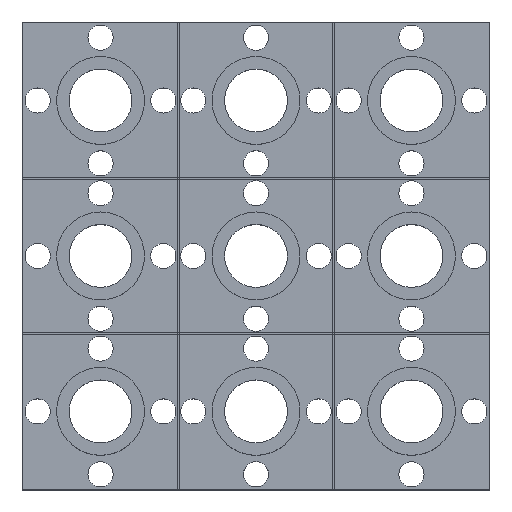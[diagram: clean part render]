
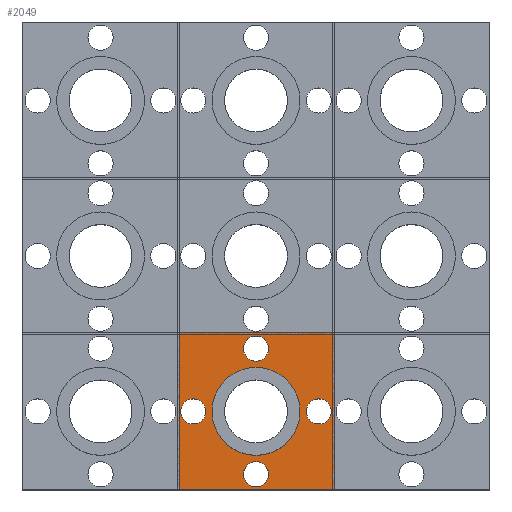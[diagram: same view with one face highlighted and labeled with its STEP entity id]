
A CAD part, top view. The second image highlights one B-rep face of the part: STEP entity #2049.
In plain terms, the highlighted planar face has unit normal (0, 0, 1).
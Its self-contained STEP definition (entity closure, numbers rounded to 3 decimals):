
#64=FACE_BOUND('',#391,.T.);
#65=FACE_BOUND('',#392,.T.);
#66=FACE_BOUND('',#393,.T.);
#67=FACE_BOUND('',#394,.T.);
#68=FACE_BOUND('',#395,.T.);
#155=PLANE('',#2232);
#240=FACE_OUTER_BOUND('',#390,.T.);
#390=EDGE_LOOP('',(#1620,#1621,#1622,#1623));
#391=EDGE_LOOP('',(#1624));
#392=EDGE_LOOP('',(#1625));
#393=EDGE_LOOP('',(#1626));
#394=EDGE_LOOP('',(#1627));
#395=EDGE_LOOP('',(#1628));
#586=LINE('',#3201,#748);
#589=LINE('',#3207,#751);
#592=LINE('',#3213,#754);
#595=LINE('',#3217,#757);
#748=VECTOR('',#2604,10.);
#751=VECTOR('',#2609,10.);
#754=VECTOR('',#2614,10.);
#757=VECTOR('',#2619,10.);
#887=CIRCLE('',#2218,4.);
#889=CIRCLE('',#2221,4.);
#891=CIRCLE('',#2224,4.);
#893=CIRCLE('',#2227,4.);
#894=CIRCLE('',#2233,14.);
#1019=VERTEX_POINT('',#3173);
#1021=VERTEX_POINT('',#3179);
#1023=VERTEX_POINT('',#3185);
#1025=VERTEX_POINT('',#3191);
#1028=VERTEX_POINT('',#3198);
#1029=VERTEX_POINT('',#3200);
#1031=VERTEX_POINT('',#3206);
#1033=VERTEX_POINT('',#3212);
#1034=VERTEX_POINT('',#3219);
#1230=EDGE_CURVE('',#1019,#1019,#887,.T.);
#1233=EDGE_CURVE('',#1021,#1021,#889,.T.);
#1236=EDGE_CURVE('',#1023,#1023,#891,.T.);
#1239=EDGE_CURVE('',#1025,#1025,#893,.T.);
#1242=EDGE_CURVE('',#1029,#1028,#586,.T.);
#1245=EDGE_CURVE('',#1031,#1029,#589,.T.);
#1248=EDGE_CURVE('',#1033,#1031,#592,.T.);
#1251=EDGE_CURVE('',#1028,#1033,#595,.T.);
#1252=EDGE_CURVE('',#1034,#1034,#894,.T.);
#1620=ORIENTED_EDGE('',*,*,#1251,.T.);
#1621=ORIENTED_EDGE('',*,*,#1248,.T.);
#1622=ORIENTED_EDGE('',*,*,#1245,.T.);
#1623=ORIENTED_EDGE('',*,*,#1242,.T.);
#1624=ORIENTED_EDGE('',*,*,#1230,.T.);
#1625=ORIENTED_EDGE('',*,*,#1233,.T.);
#1626=ORIENTED_EDGE('',*,*,#1236,.T.);
#1627=ORIENTED_EDGE('',*,*,#1239,.T.);
#1628=ORIENTED_EDGE('',*,*,#1252,.F.);
#2049=ADVANCED_FACE('',(#240,#64,#65,#66,#67,#68),#155,.T.);
#2218=AXIS2_PLACEMENT_3D('',#3175,#2577,#2578);
#2221=AXIS2_PLACEMENT_3D('',#3181,#2584,#2585);
#2224=AXIS2_PLACEMENT_3D('',#3187,#2591,#2592);
#2227=AXIS2_PLACEMENT_3D('',#3193,#2598,#2599);
#2232=AXIS2_PLACEMENT_3D('',#3218,#2620,#2621);
#2233=AXIS2_PLACEMENT_3D('',#3220,#2622,#2623);
#2577=DIRECTION('center_axis',(0.,0.,-1.));
#2578=DIRECTION('ref_axis',(1.,0.,0.));
#2584=DIRECTION('center_axis',(0.,0.,-1.));
#2585=DIRECTION('ref_axis',(1.,0.,0.));
#2591=DIRECTION('center_axis',(0.,0.,-1.));
#2592=DIRECTION('ref_axis',(1.,0.,0.));
#2598=DIRECTION('center_axis',(0.,0.,-1.));
#2599=DIRECTION('ref_axis',(1.,0.,0.));
#2604=DIRECTION('',(0.,1.,0.));
#2609=DIRECTION('',(1.,0.,0.));
#2614=DIRECTION('',(0.,-1.,0.));
#2619=DIRECTION('',(-1.,0.,0.));
#2620=DIRECTION('center_axis',(0.,0.,1.));
#2621=DIRECTION('ref_axis',(1.,0.,0.));
#2622=DIRECTION('center_axis',(0.,0.,1.));
#2623=DIRECTION('ref_axis',(1.,0.,0.));
#3173=CARTESIAN_POINT('',(45.5,-20.,12.));
#3175=CARTESIAN_POINT('Origin',(49.5,-20.,12.));
#3179=CARTESIAN_POINT('',(65.5,0.,12.));
#3181=CARTESIAN_POINT('Origin',(69.5,0.,12.));
#3185=CARTESIAN_POINT('',(25.5,0.,12.));
#3187=CARTESIAN_POINT('Origin',(29.5,0.,12.));
#3191=CARTESIAN_POINT('',(45.5,20.,12.));
#3193=CARTESIAN_POINT('Origin',(49.5,20.,12.));
#3198=CARTESIAN_POINT('',(74.5,25.,12.));
#3200=CARTESIAN_POINT('',(74.5,-25.,12.));
#3201=CARTESIAN_POINT('',(74.5,25.,12.));
#3206=CARTESIAN_POINT('',(24.5,-25.,12.));
#3207=CARTESIAN_POINT('',(74.5,-25.,12.));
#3212=CARTESIAN_POINT('',(24.5,25.,12.));
#3213=CARTESIAN_POINT('',(24.5,-25.,12.));
#3217=CARTESIAN_POINT('',(24.5,25.,12.));
#3218=CARTESIAN_POINT('Origin',(49.5,0.,12.));
#3219=CARTESIAN_POINT('',(35.5,0.,12.));
#3220=CARTESIAN_POINT('Origin',(49.5,0.,12.));
